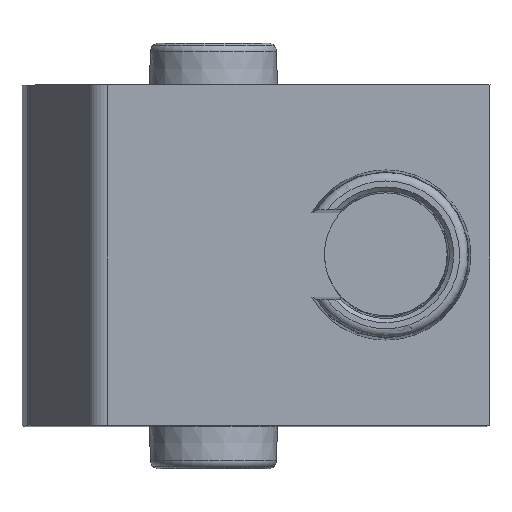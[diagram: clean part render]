
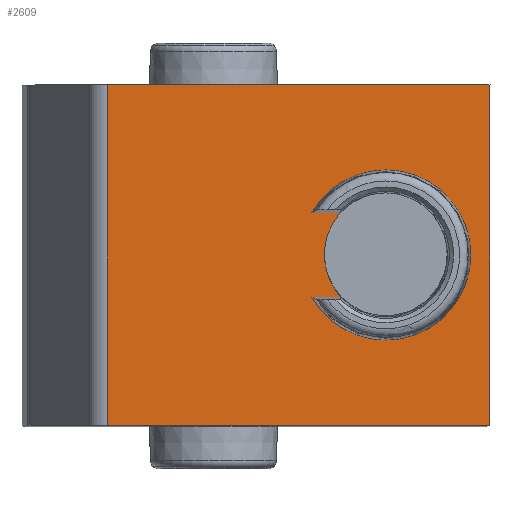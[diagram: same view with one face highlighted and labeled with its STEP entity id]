
A CAD part, top view. The second image highlights one B-rep face of the part: STEP entity #2609.
In plain terms, the highlighted planar face has unit normal (0, 0, 1).
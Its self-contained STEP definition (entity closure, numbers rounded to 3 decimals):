
#467=DIRECTION('',(-1.,0.,0.));
#468=VECTOR('',#467,9.02);
#469=CARTESIAN_POINT('',(-1.105,9.041,-9.297));
#470=LINE('',#469,#468);
#832=DIRECTION('',(1.,0.,0.));
#833=VECTOR('',#832,0.664);
#834=CARTESIAN_POINT('',(-5.312,6.016,-9.297));
#835=LINE('',#834,#833);
#836=DIRECTION('',(-1.,0.,0.));
#837=VECTOR('',#836,0.664);
#838=CARTESIAN_POINT('',(-4.647,4.029,-9.297));
#839=LINE('',#838,#837);
#840=CARTESIAN_POINT('',(-3.566,5.023,-9.297));
#841=DIRECTION('',(0.,0.,1.));
#842=DIRECTION('',(-0.869,-0.495,0.));
#843=AXIS2_PLACEMENT_3D('',#840,#841,#842);
#845=DIRECTION('',(0.,1.,0.));
#846=VECTOR('',#845,8.036);
#847=CARTESIAN_POINT('',(-10.125,1.005,-9.297));
#848=LINE('',#847,#846);
#849=DIRECTION('',(0.,-1.,0.));
#850=VECTOR('',#849,8.036);
#851=CARTESIAN_POINT('',(-1.105,9.041,-9.297));
#852=LINE('',#851,#850);
#853=DIRECTION('',(-1.,0.,0.));
#854=VECTOR('',#853,9.02);
#855=CARTESIAN_POINT('',(-1.105,1.005,-9.297));
#856=LINE('',#855,#854);
#857=CARTESIAN_POINT('',(-3.566,5.023,-9.297));
#858=DIRECTION('',(0.,0.,1.));
#859=DIRECTION('',(1.,0.,0.));
#860=AXIS2_PLACEMENT_3D('',#857,#858,#859);
#866=CARTESIAN_POINT('',(-3.566,5.023,-9.297));
#867=DIRECTION('',(0.,0.,1.));
#868=DIRECTION('',(-1.,0.,0.));
#869=AXIS2_PLACEMENT_3D('',#866,#867,#868);
#897=CARTESIAN_POINT('',(-5.312,6.016,-9.297));
#928=CARTESIAN_POINT('',(-5.312,4.029,-9.297));
#942=CARTESIAN_POINT('',(-3.566,5.023,-9.297));
#943=DIRECTION('',(0.,0.,1.));
#944=DIRECTION('',(-0.736,-0.677,0.));
#945=AXIS2_PLACEMENT_3D('',#942,#943,#944);
#1247=CARTESIAN_POINT('',(-1.105,1.005,-9.297));
#1248=CARTESIAN_POINT('',(-10.125,1.005,-9.297));
#1249=VERTEX_POINT('',#1247);
#1250=VERTEX_POINT('',#1248);
#1286=CARTESIAN_POINT('',(-1.105,9.041,-9.297));
#1287=VERTEX_POINT('',#1286);
#1288=CARTESIAN_POINT('',(-10.125,9.041,-9.297));
#1289=VERTEX_POINT('',#1288);
#1328=VERTEX_POINT('',#928);
#1343=VERTEX_POINT('',#897);
#1513=CARTESIAN_POINT('',(-2.116,5.023,-9.297));
#1514=CARTESIAN_POINT('',(-5.016,5.023,-9.297));
#1515=VERTEX_POINT('',#1513);
#1516=VERTEX_POINT('',#1514);
#1517=CARTESIAN_POINT('',(-4.647,4.029,-9.297));
#1518=VERTEX_POINT('',#1517);
#1519=CARTESIAN_POINT('',(-4.647,6.016,-9.297));
#1520=VERTEX_POINT('',#1519);
#2581=CARTESIAN_POINT('',(-1.105,9.041,-9.297));
#2582=DIRECTION('',(0.,0.,1.));
#2583=DIRECTION('',(1.,0.,0.));
#2584=AXIS2_PLACEMENT_3D('',#2581,#2582,#2583);
#2585=PLANE('',#2584);
#2586=ORIENTED_EDGE('',*,*,#2573,.T.);
#2587=ORIENTED_EDGE('',*,*,#2222,.F.);
#2589=ORIENTED_EDGE('',*,*,#2588,.T.);
#2590=ORIENTED_EDGE('',*,*,#2325,.T.);
#2591=EDGE_LOOP('',(#2586,#2587,#2589,#2590));
#2592=FACE_OUTER_BOUND('',#2591,.F.);
#2594=ORIENTED_EDGE('',*,*,#2593,.T.);
#2596=ORIENTED_EDGE('',*,*,#2595,.F.);
#2598=ORIENTED_EDGE('',*,*,#2597,.T.);
#2600=ORIENTED_EDGE('',*,*,#2599,.T.);
#2601=EDGE_LOOP('',(#2594,#2596,#2598,#2600));
#2602=FACE_BOUND('',#2601,.F.);
#2604=ORIENTED_EDGE('',*,*,#2603,.T.);
#2606=ORIENTED_EDGE('',*,*,#2605,.T.);
#2607=EDGE_LOOP('',(#2604,#2606));
#2608=FACE_BOUND('',#2607,.F.);
#2609=ADVANCED_FACE('',(#2592,#2602,#2608),#2585,.T.);
#844=CIRCLE('',#843,2.009);
#861=CIRCLE('',#860,1.45);
#870=CIRCLE('',#869,1.45);
#946=CIRCLE('',#945,1.469);
#2222=EDGE_CURVE('',#1287,#1289,#470,.T.);
#2325=EDGE_CURVE('',#1249,#1250,#856,.T.);
#2573=EDGE_CURVE('',#1250,#1289,#848,.T.);
#2588=EDGE_CURVE('',#1287,#1249,#852,.T.);
#2593=EDGE_CURVE('',#1343,#1520,#835,.T.);
#2595=EDGE_CURVE('',#1518,#1520,#946,.T.);
#2597=EDGE_CURVE('',#1518,#1328,#839,.T.);
#2599=EDGE_CURVE('',#1328,#1343,#844,.T.);
#2603=EDGE_CURVE('',#1515,#1516,#861,.T.);
#2605=EDGE_CURVE('',#1516,#1515,#870,.T.);
